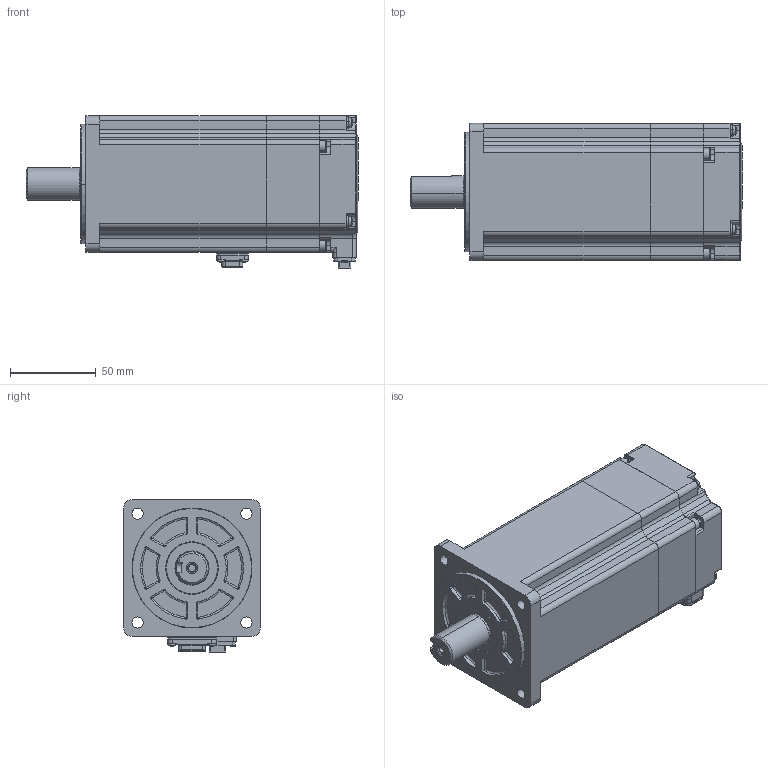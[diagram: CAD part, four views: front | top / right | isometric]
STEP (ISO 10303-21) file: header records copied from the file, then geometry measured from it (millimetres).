
FILE_DESCRIPTION (( 'STEP AP203' ), '1' );
FILE_NAME ('MS6H-80-B3-03230-惕掅蚾饜芞.STEP', '2022-01-18T06:19:52', ( '' ), ( '' ), 'SwSTEP 2.0', 'SolidWorks 2016', '' );
FILE_SCHEMA (( 'CONFIG_CONTROL_DESIGN' ));
Length unit declared in the file: millimetre
Products named in the file (1): MS6H-80-B3-03230-惕掅蚾饜芞
Bounding box: 194 x 80 x 89.3 mm (x, y, z)
Surface area: 71070.4 mm2 (no closed solid volume)
Topology: 0 solids, 30 shells, 822 faces, 2672 edges, 1830 vertices
Faces by surface type: plane 369, cylinder 304, torus 68, sphere 44, cone 27, bspline 10
Entity records: 29915 total; most frequent: CARTESIAN_POINT 6251, DIRECTION 5269, ORIENTED_EDGE 4340, EDGE_CURVE 2647, AXIS2_PLACEMENT_3D 1862, VERTEX_POINT 1818, VECTOR 1545, LINE 1545
